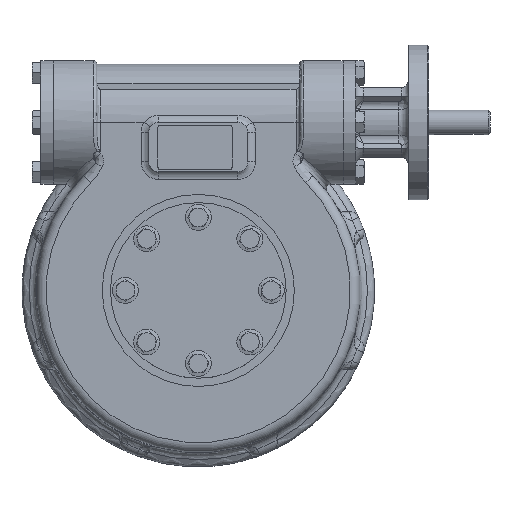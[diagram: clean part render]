
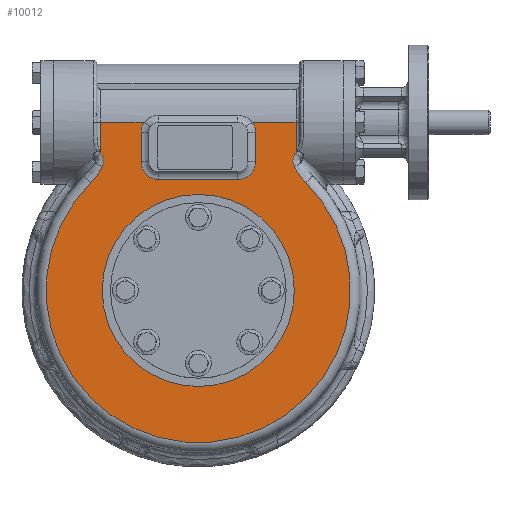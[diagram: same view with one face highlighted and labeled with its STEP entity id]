
A CAD part, top view. The second image highlights one B-rep face of the part: STEP entity #10012.
In plain terms, the highlighted planar face has unit normal (0, 0, 1).
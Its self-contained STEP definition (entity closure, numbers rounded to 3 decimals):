
#567=B_SPLINE_CURVE_WITH_KNOTS('',3,(#28596,#28597,#28598,#28599),
 .UNSPECIFIED.,.F.,.F.,(4,4),(0.,0.001),
 .UNSPECIFIED.);
#568=B_SPLINE_CURVE_WITH_KNOTS('',3,(#28601,#28602,#28603,#28604),
 .UNSPECIFIED.,.F.,.F.,(4,4),(0.,0.002),.UNSPECIFIED.);
#569=B_SPLINE_CURVE_WITH_KNOTS('',3,(#28606,#28607,#28608,#28609,#28610),
 .UNSPECIFIED.,.F.,.F.,(4,1,4),(0.,0.006,0.011),
 .UNSPECIFIED.);
#570=B_SPLINE_CURVE_WITH_KNOTS('',3,(#28612,#28613,#28614,#28615,#28616),
 .UNSPECIFIED.,.F.,.F.,(4,1,4),(0.,0.008,0.016),
 .UNSPECIFIED.);
#571=B_SPLINE_CURVE_WITH_KNOTS('',3,(#28620,#28621,#28622,#28623,#28624),
 .UNSPECIFIED.,.F.,.F.,(4,1,4),(0.,0.008,0.016),
 .UNSPECIFIED.);
#572=B_SPLINE_CURVE_WITH_KNOTS('',3,(#28626,#28627,#28628,#28629,#28630),
 .UNSPECIFIED.,.F.,.F.,(4,1,4),(0.,0.006,
0.011),.UNSPECIFIED.);
#573=B_SPLINE_CURVE_WITH_KNOTS('',3,(#28632,#28633,#28634,#28635),
 .UNSPECIFIED.,.F.,.F.,(4,4),(0.,0.002),.UNSPECIFIED.);
#574=B_SPLINE_CURVE_WITH_KNOTS('',3,(#28637,#28638,#28639,#28640),
 .UNSPECIFIED.,.F.,.F.,(4,4),(0.,0.001),
 .UNSPECIFIED.);
#1077=PLANE('',#11811);
#1464=LINE('',#28575,#1902);
#1465=LINE('',#28580,#1903);
#1466=LINE('',#28584,#1904);
#1467=LINE('',#28588,#1905);
#1468=LINE('',#28592,#1906);
#1469=LINE('',#28594,#1907);
#1470=LINE('',#28642,#1908);
#1902=VECTOR('',#14247,1000.);
#1903=VECTOR('',#14250,1000.);
#1904=VECTOR('',#14253,1000.);
#1905=VECTOR('',#14256,1000.);
#1906=VECTOR('',#14259,1000.);
#1907=VECTOR('',#14260,1000.);
#1908=VECTOR('',#14263,1000.);
#4133=ORIENTED_EDGE('',*,*,#5973,.T.);
#4134=ORIENTED_EDGE('',*,*,#5974,.T.);
#4135=ORIENTED_EDGE('',*,*,#5975,.T.);
#4136=ORIENTED_EDGE('',*,*,#5976,.T.);
#4137=ORIENTED_EDGE('',*,*,#5977,.T.);
#4138=ORIENTED_EDGE('',*,*,#5978,.T.);
#4139=ORIENTED_EDGE('',*,*,#5979,.T.);
#4140=ORIENTED_EDGE('',*,*,#5980,.T.);
#4141=ORIENTED_EDGE('',*,*,#5981,.T.);
#4142=ORIENTED_EDGE('',*,*,#5982,.T.);
#4143=ORIENTED_EDGE('',*,*,#5983,.F.);
#4144=ORIENTED_EDGE('',*,*,#5984,.T.);
#4145=ORIENTED_EDGE('',*,*,#5985,.T.);
#4146=ORIENTED_EDGE('',*,*,#5986,.T.);
#4147=ORIENTED_EDGE('',*,*,#5987,.T.);
#4148=ORIENTED_EDGE('',*,*,#5988,.T.);
#4149=ORIENTED_EDGE('',*,*,#5989,.T.);
#4150=ORIENTED_EDGE('',*,*,#5990,.T.);
#4151=ORIENTED_EDGE('',*,*,#5991,.F.);
#4152=ORIENTED_EDGE('',*,*,#5992,.T.);
#4153=ORIENTED_EDGE('',*,*,#5993,.T.);
#5973=EDGE_CURVE('',#7068,#7069,#1464,.T.);
#5974=EDGE_CURVE('',#7069,#7070,#7667,.T.);
#5975=EDGE_CURVE('',#7070,#7071,#1465,.T.);
#5976=EDGE_CURVE('',#7071,#7072,#7668,.T.);
#5977=EDGE_CURVE('',#7072,#7073,#1466,.T.);
#5978=EDGE_CURVE('',#7073,#7074,#7669,.T.);
#5979=EDGE_CURVE('',#7074,#7075,#1467,.T.);
#5980=EDGE_CURVE('',#7075,#7076,#7670,.T.);
#5981=EDGE_CURVE('',#7076,#7077,#1468,.T.);
#5982=EDGE_CURVE('',#7077,#7078,#1469,.F.);
#5983=EDGE_CURVE('',#7079,#7078,#567,.F.);
#5984=EDGE_CURVE('',#7079,#7080,#568,.T.);
#5985=EDGE_CURVE('',#7080,#7081,#569,.T.);
#5986=EDGE_CURVE('',#7081,#7082,#570,.T.);
#5987=EDGE_CURVE('',#7082,#7083,#7671,.F.);
#5988=EDGE_CURVE('',#7083,#7084,#571,.T.);
#5989=EDGE_CURVE('',#7084,#7085,#572,.T.);
#5990=EDGE_CURVE('',#7085,#7086,#573,.T.);
#5991=EDGE_CURVE('',#7087,#7086,#574,.T.);
#5992=EDGE_CURVE('',#7087,#7068,#1470,.F.);
#5993=EDGE_CURVE('',#7088,#7088,#7672,.T.);
#7068=VERTEX_POINT('',#28576);
#7069=VERTEX_POINT('',#28577);
#7070=VERTEX_POINT('',#28579);
#7071=VERTEX_POINT('',#28581);
#7072=VERTEX_POINT('',#28583);
#7073=VERTEX_POINT('',#28585);
#7074=VERTEX_POINT('',#28587);
#7075=VERTEX_POINT('',#28589);
#7076=VERTEX_POINT('',#28591);
#7077=VERTEX_POINT('',#28593);
#7078=VERTEX_POINT('',#28595);
#7079=VERTEX_POINT('',#28600);
#7080=VERTEX_POINT('',#28605);
#7081=VERTEX_POINT('',#28611);
#7082=VERTEX_POINT('',#28617);
#7083=VERTEX_POINT('',#28619);
#7084=VERTEX_POINT('',#28625);
#7085=VERTEX_POINT('',#28631);
#7086=VERTEX_POINT('',#28636);
#7087=VERTEX_POINT('',#28641);
#7088=VERTEX_POINT('',#28644);
#7667=CIRCLE('',#11812,14.245);
#7668=CIRCLE('',#11813,14.245);
#7669=CIRCLE('',#11814,14.245);
#7670=CIRCLE('',#11815,14.245);
#7671=CIRCLE('',#11816,123.);
#7672=CIRCLE('',#11817,77.625);
#8442=EDGE_LOOP('',(#4133,#4134,#4135,#4136,#4137,#4138,#4139,#4140,#4141,
#4142,#4143,#4144,#4145,#4146,#4147,#4148,#4149,#4150,#4151,#4152));
#8443=EDGE_LOOP('',(#4153));
#9217=FACE_BOUND('',#8442,.T.);
#9218=FACE_BOUND('',#8443,.T.);
#10012=ADVANCED_FACE('',(#9217,#9218),#1077,.F.);
#11811=AXIS2_PLACEMENT_3D('',#28574,#14245,#14246);
#11812=AXIS2_PLACEMENT_3D('',#28578,#14248,#14249);
#11813=AXIS2_PLACEMENT_3D('',#28582,#14251,#14252);
#11814=AXIS2_PLACEMENT_3D('',#28586,#14254,#14255);
#11815=AXIS2_PLACEMENT_3D('',#28590,#14257,#14258);
#11816=AXIS2_PLACEMENT_3D('',#28618,#14261,#14262);
#11817=AXIS2_PLACEMENT_3D('',#28643,#14264,#14265);
#14245=DIRECTION('',(0.,0.,-1.));
#14246=DIRECTION('',(-1.,0.,0.));
#14247=DIRECTION('',(-1.,0.,0.));
#14248=DIRECTION('',(0.,0.,-1.));
#14249=DIRECTION('',(-1.,0.,0.));
#14250=DIRECTION('',(0.,-1.,0.));
#14251=DIRECTION('',(0.,0.,-1.));
#14252=DIRECTION('',(-1.,0.,0.));
#14253=DIRECTION('',(-1.,0.,0.));
#14254=DIRECTION('',(0.,0.,-1.));
#14255=DIRECTION('',(-1.,0.,0.));
#14256=DIRECTION('',(0.,1.,0.));
#14257=DIRECTION('',(0.,0.,-1.));
#14258=DIRECTION('',(-1.,0.,0.));
#14259=DIRECTION('',(-1.,0.,0.));
#14260=DIRECTION('',(0.,1.,0.));
#14261=DIRECTION('',(0.,0.,-1.));
#14262=DIRECTION('',(-1.,0.,0.));
#14263=DIRECTION('',(0.,-1.,0.));
#14264=DIRECTION('',(0.,0.,-1.));
#14265=DIRECTION('',(-1.,0.,0.));
#28574=CARTESIAN_POINT('',(0.,0.,44.));
#28575=CARTESIAN_POINT('',(82.,135.915,44.));
#28576=CARTESIAN_POINT('',(79.,135.915,44.));
#28577=CARTESIAN_POINT('',(43.786,135.915,44.));
#28578=CARTESIAN_POINT('',(32.,127.915,44.));
#28579=CARTESIAN_POINT('',(46.245,127.915,44.));
#28580=CARTESIAN_POINT('',(46.245,0.,44.));
#28581=CARTESIAN_POINT('',(46.245,103.915,44.));
#28582=CARTESIAN_POINT('',(32.,103.915,44.));
#28583=CARTESIAN_POINT('',(32.,89.67,44.));
#28584=CARTESIAN_POINT('',(0.,89.67,44.));
#28585=CARTESIAN_POINT('',(-32.,89.67,44.));
#28586=CARTESIAN_POINT('',(-32.,103.915,44.));
#28587=CARTESIAN_POINT('',(-46.245,103.915,44.));
#28588=CARTESIAN_POINT('',(-46.245,0.,44.));
#28589=CARTESIAN_POINT('',(-46.245,127.915,44.));
#28590=CARTESIAN_POINT('',(-32.,127.915,44.));
#28591=CARTESIAN_POINT('',(-43.786,135.915,44.));
#28592=CARTESIAN_POINT('',(82.,135.915,44.));
#28593=CARTESIAN_POINT('',(-79.,135.915,44.));
#28594=CARTESIAN_POINT('',(-79.,0.,44.));
#28595=CARTESIAN_POINT('',(-79.,112.937,44.));
#28596=CARTESIAN_POINT('',(-79.,112.937,44.));
#28597=CARTESIAN_POINT('',(-79.339,112.599,44.));
#28598=CARTESIAN_POINT('',(-79.784,112.37,44.));
#28599=CARTESIAN_POINT('',(-80.252,112.258,44.));
#28600=CARTESIAN_POINT('',(-80.252,112.258,44.));
#28601=CARTESIAN_POINT('',(-80.252,112.258,44.));
#28602=CARTESIAN_POINT('',(-79.683,111.762,44.));
#28603=CARTESIAN_POINT('',(-79.167,111.216,44.));
#28604=CARTESIAN_POINT('',(-78.689,110.633,44.));
#28605=CARTESIAN_POINT('',(-78.689,110.633,44.));
#28606=CARTESIAN_POINT('',(-78.689,110.633,44.));
#28607=CARTESIAN_POINT('',(-77.496,109.179,44.));
#28608=CARTESIAN_POINT('',(-76.096,105.599,44.));
#28609=CARTESIAN_POINT('',(-76.719,101.779,44.));
#28610=CARTESIAN_POINT('',(-77.59,100.112,44.));
#28611=CARTESIAN_POINT('',(-77.59,100.112,44.));
#28612=CARTESIAN_POINT('',(-77.59,100.112,44.));
#28613=CARTESIAN_POINT('',(-78.826,97.743,44.));
#28614=CARTESIAN_POINT('',(-81.576,93.202,44.));
#28615=CARTESIAN_POINT('',(-84.882,89.057,44.));
#28616=CARTESIAN_POINT('',(-86.786,87.162,44.));
#28617=CARTESIAN_POINT('',(-86.786,87.162,44.));
#28618=CARTESIAN_POINT('',(0.,0.,44.));
#28619=CARTESIAN_POINT('',(86.786,87.162,44.));
#28620=CARTESIAN_POINT('',(86.786,87.162,44.));
#28621=CARTESIAN_POINT('',(84.882,89.057,44.));
#28622=CARTESIAN_POINT('',(81.576,93.202,44.));
#28623=CARTESIAN_POINT('',(78.826,97.743,44.));
#28624=CARTESIAN_POINT('',(77.59,100.112,44.));
#28625=CARTESIAN_POINT('',(77.59,100.112,44.));
#28626=CARTESIAN_POINT('',(77.59,100.112,44.));
#28627=CARTESIAN_POINT('',(76.719,101.779,44.));
#28628=CARTESIAN_POINT('',(76.093,105.571,44.));
#28629=CARTESIAN_POINT('',(77.496,109.18,44.));
#28630=CARTESIAN_POINT('',(78.689,110.633,44.));
#28631=CARTESIAN_POINT('',(78.689,110.633,44.));
#28632=CARTESIAN_POINT('',(78.689,110.633,44.));
#28633=CARTESIAN_POINT('',(79.167,111.216,44.));
#28634=CARTESIAN_POINT('',(79.683,111.762,44.));
#28635=CARTESIAN_POINT('',(80.252,112.258,44.));
#28636=CARTESIAN_POINT('',(80.252,112.258,44.));
#28637=CARTESIAN_POINT('',(79.,112.937,44.));
#28638=CARTESIAN_POINT('',(79.339,112.6,44.));
#28639=CARTESIAN_POINT('',(79.785,112.37,44.));
#28640=CARTESIAN_POINT('',(80.252,112.258,44.));
#28641=CARTESIAN_POINT('',(79.,112.937,44.));
#28642=CARTESIAN_POINT('',(79.,0.,44.));
#28643=CARTESIAN_POINT('',(0.,0.,44.));
#28644=CARTESIAN_POINT('',(-77.625,0.,44.));
